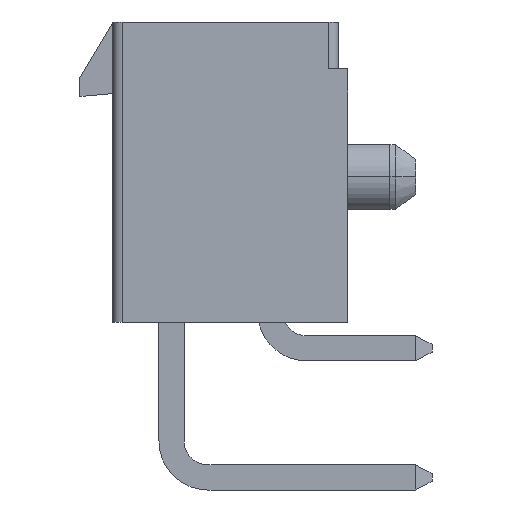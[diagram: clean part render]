
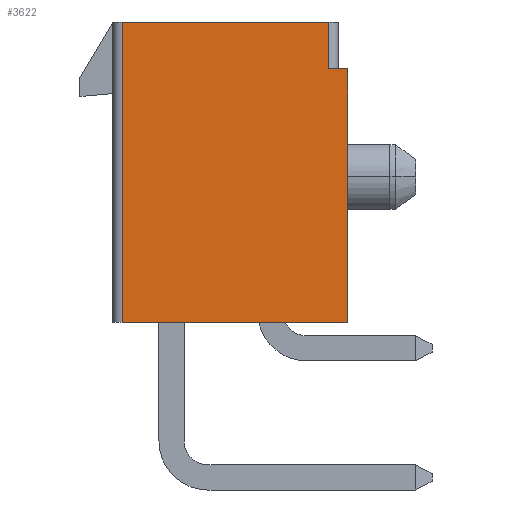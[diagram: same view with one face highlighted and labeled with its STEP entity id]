
A CAD part, left-side view. The second image highlights one B-rep face of the part: STEP entity #3622.
In plain terms, the highlighted planar face has unit normal (-1, 0, 0).
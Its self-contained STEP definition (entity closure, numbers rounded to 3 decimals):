
#83 = CARTESIAN_POINT ( 'NONE',  ( -4.8, 0.4, 0. ) ) ;
#185 = LINE ( 'NONE', #1731, #2308 ) ;
#210 = VERTEX_POINT ( 'NONE', #2056 ) ;
#237 = LINE ( 'NONE', #2213, #1293 ) ;
#336 = VECTOR ( 'NONE', #2122, 1000. ) ;
#344 = AXIS2_PLACEMENT_3D ( 'NONE', #83, #2356, #2403 ) ;
#861 = LINE ( 'NONE', #3983, #4771 ) ;
#989 = FACE_OUTER_BOUND ( 'NONE', #992, .T. ) ;
#992 = EDGE_LOOP ( 'NONE', ( #1208, #2399, #2329, #1848, #4578, #2303 ) ) ;
#1177 = VERTEX_POINT ( 'NONE', #1211 ) ;
#1208 = ORIENTED_EDGE ( 'NONE', *, *, #2625, .T. ) ;
#1211 = CARTESIAN_POINT ( 'NONE',  ( -4.8, 0., -2. ) ) ;
#1267 = EDGE_CURVE ( 'NONE', #2769, #4153, #861, .T. ) ;
#1293 = VECTOR ( 'NONE', #4513, 1000. ) ;
#1321 = LINE ( 'NONE', #2844, #4597 ) ;
#1625 = PLANE ( 'NONE',  #344 ) ;
#1729 = LINE ( 'NONE', #4029, #336 ) ;
#1731 = CARTESIAN_POINT ( 'NONE',  ( -4.8, 0., -2. ) ) ;
#1848 = ORIENTED_EDGE ( 'NONE', *, *, #3020, .F. ) ;
#1986 = CARTESIAN_POINT ( 'NONE',  ( -4.8, 9.6, -12.8 ) ) ;
#2056 = CARTESIAN_POINT ( 'NONE',  ( -4.8, 0., -12.8 ) ) ;
#2122 = DIRECTION ( 'NONE',  ( 0., 1., 0. ) ) ;
#2125 = CARTESIAN_POINT ( 'NONE',  ( -4.8, 0.8, -2. ) ) ;
#2202 = EDGE_CURVE ( 'NONE', #2400, #4153, #1321, .T. ) ;
#2213 = CARTESIAN_POINT ( 'NONE',  ( -4.8, 0.8, -2. ) ) ;
#2303 = ORIENTED_EDGE ( 'NONE', *, *, #3969, .T. ) ;
#2308 = VECTOR ( 'NONE', #3616, 1000. ) ;
#2329 = ORIENTED_EDGE ( 'NONE', *, *, #1267, .F. ) ;
#2356 = DIRECTION ( 'NONE',  ( -1., 0., 0. ) ) ;
#2399 = ORIENTED_EDGE ( 'NONE', *, *, #2202, .T. ) ;
#2400 = VERTEX_POINT ( 'NONE', #4784 ) ;
#2403 = DIRECTION ( 'NONE',  ( 0., 0., 1. ) ) ;
#2478 = DIRECTION ( 'NONE',  ( 0., 0., 1. ) ) ;
#2613 = CARTESIAN_POINT ( 'NONE',  ( -4.8, 9.6, 0. ) ) ;
#2625 = EDGE_CURVE ( 'NONE', #4115, #2400, #237, .T. ) ;
#2769 = VERTEX_POINT ( 'NONE', #1986 ) ;
#2844 = CARTESIAN_POINT ( 'NONE',  ( -4.8, 0.8, 0. ) ) ;
#2913 = DIRECTION ( 'NONE',  ( 0., 1., 0. ) ) ;
#3020 = EDGE_CURVE ( 'NONE', #210, #2769, #1729, .T. ) ;
#3422 = EDGE_CURVE ( 'NONE', #210, #1177, #4467, .T. ) ;
#3616 = DIRECTION ( 'NONE',  ( 0., 1., 0. ) ) ;
#3622 = ADVANCED_FACE ( 'NONE', ( #989 ), #1625, .T. ) ;
#3941 = VECTOR ( 'NONE', #2478, 1000. ) ;
#3969 = EDGE_CURVE ( 'NONE', #1177, #4115, #185, .T. ) ;
#3983 = CARTESIAN_POINT ( 'NONE',  ( -4.8, 9.6, -12.8 ) ) ;
#4029 = CARTESIAN_POINT ( 'NONE',  ( -4.8, 0., -12.8 ) ) ;
#4115 = VERTEX_POINT ( 'NONE', #2125 ) ;
#4153 = VERTEX_POINT ( 'NONE', #2613 ) ;
#4467 = LINE ( 'NONE', #4818, #3941 ) ;
#4513 = DIRECTION ( 'NONE',  ( 0., 0., 1. ) ) ;
#4578 = ORIENTED_EDGE ( 'NONE', *, *, #3422, .T. ) ;
#4597 = VECTOR ( 'NONE', #2913, 1000. ) ;
#4752 = DIRECTION ( 'NONE',  ( 0., 0., 1. ) ) ;
#4771 = VECTOR ( 'NONE', #4752, 1000. ) ;
#4784 = CARTESIAN_POINT ( 'NONE',  ( -4.8, 0.8, 0. ) ) ;
#4818 = CARTESIAN_POINT ( 'NONE',  ( -4.8, 0., -12.8 ) ) ;
